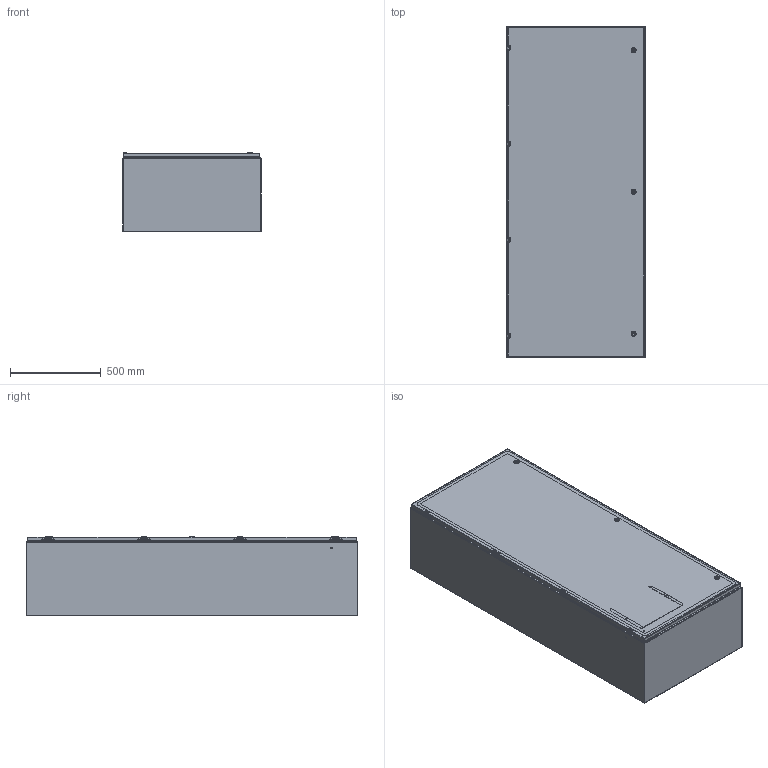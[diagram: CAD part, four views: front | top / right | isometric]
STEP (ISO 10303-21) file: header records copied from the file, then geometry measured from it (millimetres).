
FILE_DESCRIPTION (( 'STEP AP203' ), '1' );
FILE_NAME ('SCE-72EL3016SSLP.step', '2021-02-09T18:13:59', ( 'ADC123' ), ( 'Microsoft' ), 'SwSTEP 2.0', 'SolidWorks 2019', '' );
FILE_SCHEMA (( 'CONFIG_CONTROL_DESIGN' ));
Products named in the file (1): SCE-72EL3016SSLP
Bounding box: 762 x 1828.8 x 437.65 mm (x, y, z)
Surface area: 13491928.3 mm2 (no closed solid volume)
Topology: 0 solids, 77 shells, 4239 faces, 11066 edges, 6971 vertices
Faces by surface type: plane 2021, cylinder 1200, bspline 882, cone 100, torus 36
Full cylindrical faces by diameter (mm): 3.454 x4, 3.962 x4, 3.978 x4, 4.318 x12, 4.369 x8, 4.978 x16, 5 x3, 5.156 x8, 5.182 x8, 5.2 x8, 5.5 x3, 5.537 x4, 6.198 x8, 6.299 x4, 6.35 x8, 6.363 x2, 6.756 x8, 7.137 x4, 8.433 x6, 9.296 x6, 9.322 x6, 9.525 x8, 9.9 x3, 10 x3, 11.112 x4, 12.7 x6, 12.8 x3, 13.5 x3, 14.288 x2, 16 x3
Entity records: 174291 total; most frequent: CARTESIAN_POINT 80599, ORIENTED_EDGE 20685, DIRECTION 16979, EDGE_CURVE 10347, VERTEX_POINT 6761, AXIS2_PLACEMENT_3D 5830, VECTOR 5319, LINE 5319
